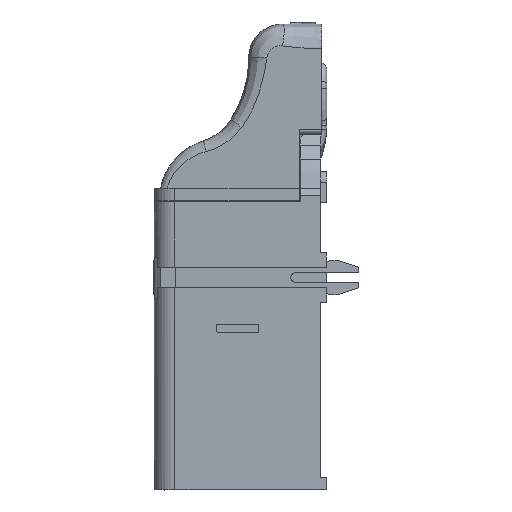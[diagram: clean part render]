
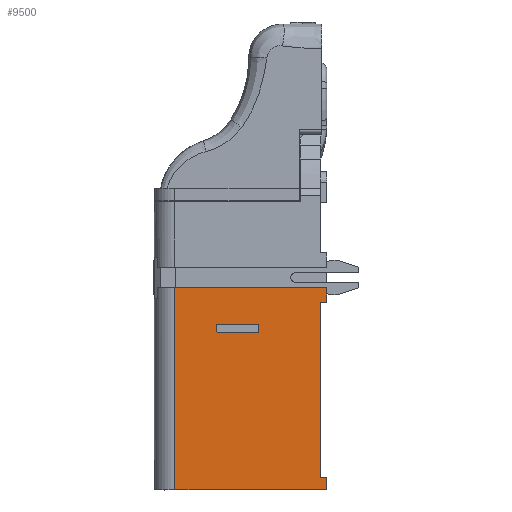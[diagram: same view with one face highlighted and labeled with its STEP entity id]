
A CAD part, left-side view. The second image highlights one B-rep face of the part: STEP entity #9500.
In plain terms, the highlighted planar face has unit normal (-1, 0, 0).
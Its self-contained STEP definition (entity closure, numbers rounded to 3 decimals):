
#599 = ORIENTED_EDGE ( 'NONE', *, *, #14608, .F. ) ;
#710 = LINE ( 'NONE', #16984, #24940 ) ;
#1197 = CARTESIAN_POINT ( 'NONE',  ( -7.75, 4.05, 30.918 ) ) ;
#1518 = CARTESIAN_POINT ( 'NONE',  ( -7.75, -4.35, 21.068 ) ) ;
#1872 = CARTESIAN_POINT ( 'NONE',  ( -7.75, -1., 21.068 ) ) ;
#2114 = CARTESIAN_POINT ( 'NONE',  ( -7.75, 4.05, 21.668 ) ) ;
#2238 = CARTESIAN_POINT ( 'NONE',  ( -7.75, 3.05, 30.918 ) ) ;
#3874 = EDGE_CURVE ( 'NONE', #10108, #13070, #5166, .T. ) ;
#3961 = EDGE_CURVE ( 'NONE', #25242, #6586, #20470, .T. ) ;
#4141 = EDGE_LOOP ( 'NONE', ( #25848, #14659, #28347, #20418 ) ) ;
#4744 = CARTESIAN_POINT ( 'NONE',  ( -7.75, -4.35, 30.918 ) ) ;
#4907 = EDGE_CURVE ( 'NONE', #17204, #7548, #20334, .T. ) ;
#4997 = CARTESIAN_POINT ( 'NONE',  ( -7.75, -4.05, 30.218 ) ) ;
#5166 = LINE ( 'NONE', #5326, #11462 ) ;
#5326 = CARTESIAN_POINT ( 'NONE',  ( -7.75, 4.05, 29.118 ) ) ;
#5788 = EDGE_CURVE ( 'NONE', #6586, #10108, #6608, .T. ) ;
#6024 = DIRECTION ( 'NONE',  ( 0., 0., -1. ) ) ;
#6473 = EDGE_CURVE ( 'NONE', #26530, #17766, #710, .T. ) ;
#6586 = VERTEX_POINT ( 'NONE', #22510 ) ;
#6608 = LINE ( 'NONE', #1872, #18874 ) ;
#6867 = LINE ( 'NONE', #2114, #27174 ) ;
#7148 = ORIENTED_EDGE ( 'NONE', *, *, #27267, .F. ) ;
#7308 = EDGE_CURVE ( 'NONE', #23959, #17204, #15892, .T. ) ;
#7350 = FACE_BOUND ( 'NONE', #4141, .T. ) ;
#7387 = VECTOR ( 'NONE', #6024, 1000. ) ;
#7548 = VERTEX_POINT ( 'NONE', #7810 ) ;
#7810 = CARTESIAN_POINT ( 'NONE',  ( -7.75, -4.35, 30.218 ) ) ;
#7931 = DIRECTION ( 'NONE',  ( 0., 0., 1. ) ) ;
#8232 = VECTOR ( 'NONE', #8321, 1000. ) ;
#8249 = LINE ( 'NONE', #27699, #7387 ) ;
#8321 = DIRECTION ( 'NONE',  ( 0., 0., -1. ) ) ;
#8594 = CARTESIAN_POINT ( 'NONE',  ( -7.75, -4.35, 21.068 ) ) ;
#9257 = DIRECTION ( 'NONE',  ( 1., 0., 0. ) ) ;
#9397 = ORIENTED_EDGE ( 'NONE', *, *, #4907, .F. ) ;
#9500 = ADVANCED_FACE ( 'NONE', ( #7350, #14003 ), #21268, .F. ) ;
#10108 = VERTEX_POINT ( 'NONE', #10119 ) ;
#10119 = CARTESIAN_POINT ( 'NONE',  ( -7.75, -1., 29.118 ) ) ;
#10359 = EDGE_LOOP ( 'NONE', ( #19169, #9397, #29307, #7148, #31169, #599, #20337, #23411 ) ) ;
#10919 = VECTOR ( 'NONE', #7931, 1000. ) ;
#11462 = VECTOR ( 'NONE', #26985, 1000. ) ;
#12131 = VERTEX_POINT ( 'NONE', #30385 ) ;
#12261 = DIRECTION ( 'NONE',  ( 0., 1., 0. ) ) ;
#12655 = LINE ( 'NONE', #17232, #10919 ) ;
#12948 = VECTOR ( 'NONE', #20312, 1000. ) ;
#13070 = VERTEX_POINT ( 'NONE', #25701 ) ;
#14003 = FACE_OUTER_BOUND ( 'NONE', #10359, .T. ) ;
#14608 = EDGE_CURVE ( 'NONE', #12131, #26530, #25544, .T. ) ;
#14659 = ORIENTED_EDGE ( 'NONE', *, *, #3961, .F. ) ;
#14670 = CARTESIAN_POINT ( 'NONE',  ( -7.75, -4.05, 21.668 ) ) ;
#15892 = LINE ( 'NONE', #1197, #24483 ) ;
#16521 = VECTOR ( 'NONE', #22843, 1000. ) ;
#16822 = DIRECTION ( 'NONE',  ( 0., 1., 0. ) ) ;
#16845 = VERTEX_POINT ( 'NONE', #4997 ) ;
#16984 = CARTESIAN_POINT ( 'NONE',  ( -7.75, 4.05, 21.068 ) ) ;
#17204 = VERTEX_POINT ( 'NONE', #4744 ) ;
#17232 = CARTESIAN_POINT ( 'NONE',  ( -7.75, -4.05, 21.068 ) ) ;
#17766 = VERTEX_POINT ( 'NONE', #23818 ) ;
#17772 = CARTESIAN_POINT ( 'NONE',  ( -7.75, 4.05, 28.718 ) ) ;
#18874 = VECTOR ( 'NONE', #30010, 1000. ) ;
#19169 = ORIENTED_EDGE ( 'NONE', *, *, #22361, .T. ) ;
#19794 = LINE ( 'NONE', #29443, #23043 ) ;
#20312 = DIRECTION ( 'NONE',  ( 0., -1., 0. ) ) ;
#20326 = LINE ( 'NONE', #29524, #16521 ) ;
#20334 = LINE ( 'NONE', #1518, #8232 ) ;
#20337 = ORIENTED_EDGE ( 'NONE', *, *, #23318, .F. ) ;
#20418 = ORIENTED_EDGE ( 'NONE', *, *, #3874, .F. ) ;
#20470 = LINE ( 'NONE', #17772, #12948 ) ;
#21131 = DIRECTION ( 'NONE',  ( 0., -1., 0. ) ) ;
#21268 = PLANE ( 'NONE',  #26454 ) ;
#21714 = DIRECTION ( 'NONE',  ( 0., -1., 0. ) ) ;
#22160 = CARTESIAN_POINT ( 'NONE',  ( -7.75, 1., 28.718 ) ) ;
#22361 = EDGE_CURVE ( 'NONE', #16845, #7548, #19794, .T. ) ;
#22510 = CARTESIAN_POINT ( 'NONE',  ( -7.75, -1., 28.718 ) ) ;
#22843 = DIRECTION ( 'NONE',  ( 0., 0., 1. ) ) ;
#23043 = VECTOR ( 'NONE', #27074, 1000. ) ;
#23318 = EDGE_CURVE ( 'NONE', #25661, #12131, #6867, .T. ) ;
#23411 = ORIENTED_EDGE ( 'NONE', *, *, #25266, .T. ) ;
#23818 = CARTESIAN_POINT ( 'NONE',  ( -7.75, 3.05, 21.068 ) ) ;
#23959 = VERTEX_POINT ( 'NONE', #2238 ) ;
#24483 = VECTOR ( 'NONE', #21131, 1000. ) ;
#24940 = VECTOR ( 'NONE', #12261, 1000. ) ;
#25242 = VERTEX_POINT ( 'NONE', #22160 ) ;
#25266 = EDGE_CURVE ( 'NONE', #25661, #16845, #12655, .T. ) ;
#25367 = VECTOR ( 'NONE', #30763, 1000. ) ;
#25544 = LINE ( 'NONE', #30601, #25367 ) ;
#25661 = VERTEX_POINT ( 'NONE', #14670 ) ;
#25701 = CARTESIAN_POINT ( 'NONE',  ( -7.75, 1., 29.118 ) ) ;
#25848 = ORIENTED_EDGE ( 'NONE', *, *, #5788, .F. ) ;
#26454 = AXIS2_PLACEMENT_3D ( 'NONE', #30911, #9257, #16822 ) ;
#26530 = VERTEX_POINT ( 'NONE', #8594 ) ;
#26985 = DIRECTION ( 'NONE',  ( 0., 1., 0. ) ) ;
#27074 = DIRECTION ( 'NONE',  ( 0., -1., 0. ) ) ;
#27174 = VECTOR ( 'NONE', #21714, 1000. ) ;
#27267 = EDGE_CURVE ( 'NONE', #17766, #23959, #20326, .T. ) ;
#27699 = CARTESIAN_POINT ( 'NONE',  ( -7.75, 1., 21.068 ) ) ;
#28347 = ORIENTED_EDGE ( 'NONE', *, *, #31224, .F. ) ;
#29307 = ORIENTED_EDGE ( 'NONE', *, *, #7308, .F. ) ;
#29443 = CARTESIAN_POINT ( 'NONE',  ( -7.75, -4.35, 30.218 ) ) ;
#29524 = CARTESIAN_POINT ( 'NONE',  ( -7.75, 3.05, 21.068 ) ) ;
#30010 = DIRECTION ( 'NONE',  ( 0., 0., 1. ) ) ;
#30385 = CARTESIAN_POINT ( 'NONE',  ( -7.75, -4.35, 21.668 ) ) ;
#30601 = CARTESIAN_POINT ( 'NONE',  ( -7.75, -4.35, 21.068 ) ) ;
#30763 = DIRECTION ( 'NONE',  ( 0., 0., -1. ) ) ;
#30911 = CARTESIAN_POINT ( 'NONE',  ( -7.75, 4.05, 21.068 ) ) ;
#31169 = ORIENTED_EDGE ( 'NONE', *, *, #6473, .F. ) ;
#31224 = EDGE_CURVE ( 'NONE', #13070, #25242, #8249, .T. ) ;
